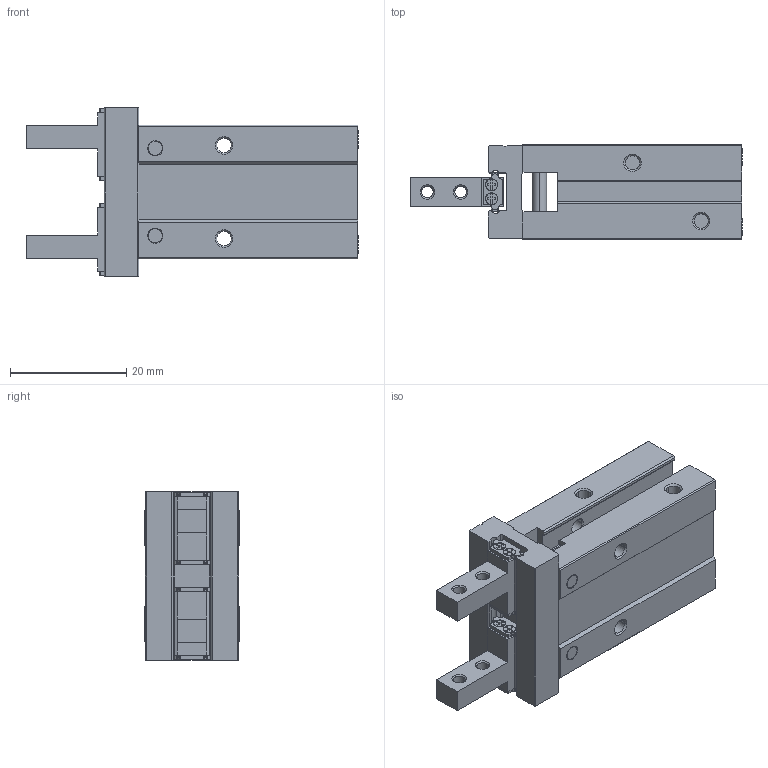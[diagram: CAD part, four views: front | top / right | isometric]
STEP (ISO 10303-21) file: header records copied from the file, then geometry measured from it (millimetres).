
FILE_DESCRIPTION (( 'STEP AP214' ), '1' );
FILE_NAME ('PGP-10-A.STEP', '2023-04-04T12:26:41', ( '' ), ( '' ), 'SwSTEP 2.0', 'SolidWorks 2015', '' );
FILE_SCHEMA (( 'AUTOMOTIVE_DESIGN' ));
Length unit declared in the file: millimetre
Products named in the file (3): PGP-10-A body; PGP-10-A finger; PGP-10-A
Assembly tree (3 placements, depth 2):
  PGP-10-A
    PGP-10-A body
    PGP-10-A finger  x2
Bounding box: 57 x 16.4 x 29 mm (x, y, z)
Volume: 14014.2 mm3; surface area: 7538.3 mm2
Topology: 3 solids, 3 shells, 723 faces, 1921 edges, 1260 vertices
Faces by surface type: plane 371, cylinder 225, cone 72, bspline 55
Entity records: 23989 total; most frequent: CARTESIAN_POINT 6537, ORIENTED_EDGE 2802, DIRECTION 2607, EDGE_CURVE 1401, VECTOR 939, LINE 939, VERTEX_POINT 916, AXIS2_PLACEMENT_3D 834
